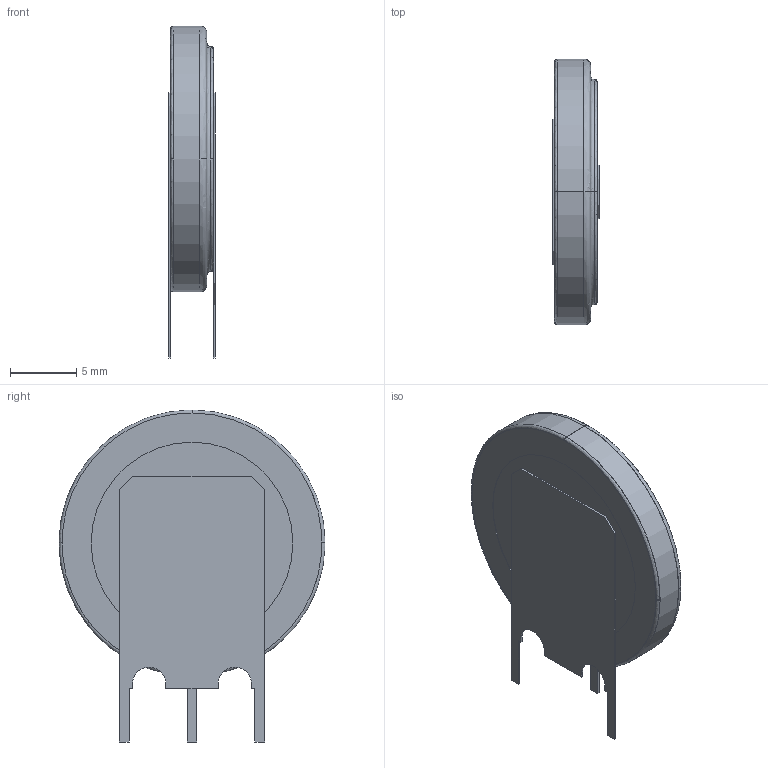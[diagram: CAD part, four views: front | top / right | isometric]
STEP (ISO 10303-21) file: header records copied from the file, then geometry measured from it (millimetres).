
FILE_DESCRIPTION (( 'STEP AP214' ), '1' );
FILE_NAME ('User Library-CR2032-PEN3 - Li-MnO2 Battery EEMB.STEP', '2019-08-02T03:44:07', ( '' ), ( '' ), 'SwSTEP 2.0', 'SolidWorks 2019', '' );
FILE_SCHEMA (( 'AUTOMOTIVE_DESIGN' ));
Length unit declared in the file: millimetre
Products named in the file (1): User Library-CR2032-PEN3 - Li-MnO2 Battery EEMB
Bounding box: 3.5 x 20.05 x 25.02 mm (x, y, z)
Volume: 1013.4 mm3; surface area: 1745.3 mm2
Topology: 2 solids, 2 shells, 75 faces, 182 edges, 116 vertices
Faces by surface type: plane 39, bspline 22, cylinder 14
Entity records: 3375 total; most frequent: CARTESIAN_POINT 1670, ORIENTED_EDGE 364, DIRECTION 324, EDGE_CURVE 182, VERTEX_POINT 116, AXIS2_PLACEMENT_3D 114, LINE 96, VECTOR 96
